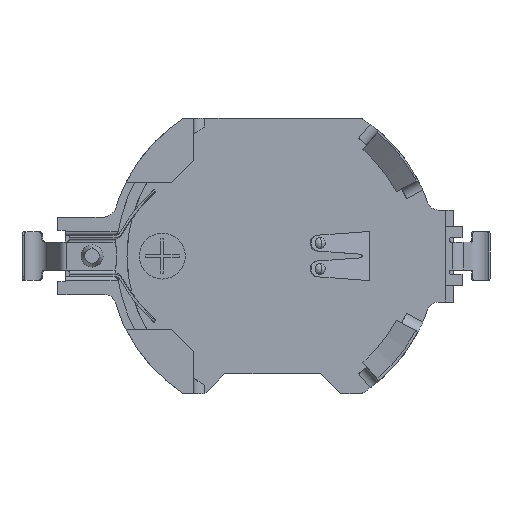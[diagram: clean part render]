
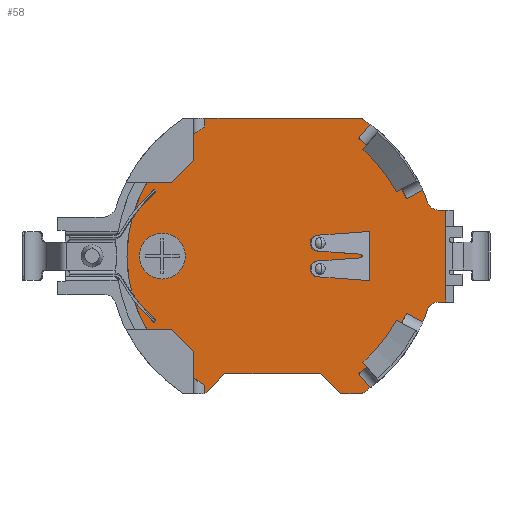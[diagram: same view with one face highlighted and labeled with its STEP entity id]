
A CAD part, top view. The second image highlights one B-rep face of the part: STEP entity #58.
In plain terms, the highlighted planar face has unit normal (0, 0, 1).
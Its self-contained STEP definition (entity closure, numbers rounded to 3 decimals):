
#58=ADVANCED_FACE('',(#291,#292,#293),#294,.T.);
#291=FACE_OUTER_BOUND('',#733,.T.);
#292=FACE_BOUND('',#734,.T.);
#293=FACE_BOUND('',#735,.T.);
#294=PLANE('',#736);
#733=EDGE_LOOP('',(#1451,#1452,#1453,#1454,#1455,#1456,#1457,#1458,#1459,#1460,#1461,#1462,#1463,#1464,#1465,#1466,#1467,#1468,#1469,#1470,#1471,#1472,#1473,#1474));
#734=EDGE_LOOP('',(#1475,#1476));
#735=EDGE_LOOP('',(#1477,#1478,#1479,#1480));
#736=AXIS2_PLACEMENT_3D('',#1481,#1482,#1483);
#1451=ORIENTED_EDGE('',*,*,#3233,.T.);
#1452=ORIENTED_EDGE('',*,*,#3234,.F.);
#1453=ORIENTED_EDGE('',*,*,#3235,.T.);
#1454=ORIENTED_EDGE('',*,*,#3236,.T.);
#1455=ORIENTED_EDGE('',*,*,#3237,.T.);
#1456=ORIENTED_EDGE('',*,*,#3238,.T.);
#1457=ORIENTED_EDGE('',*,*,#3239,.T.);
#1458=ORIENTED_EDGE('',*,*,#3240,.T.);
#1459=ORIENTED_EDGE('',*,*,#3241,.T.);
#1460=ORIENTED_EDGE('',*,*,#3242,.F.);
#1461=ORIENTED_EDGE('',*,*,#3243,.T.);
#1462=ORIENTED_EDGE('',*,*,#3244,.F.);
#1463=ORIENTED_EDGE('',*,*,#3245,.T.);
#1464=ORIENTED_EDGE('',*,*,#3232,.T.);
#1465=ORIENTED_EDGE('',*,*,#3246,.F.);
#1466=ORIENTED_EDGE('',*,*,#3176,.T.);
#1467=ORIENTED_EDGE('',*,*,#3247,.T.);
#1468=ORIENTED_EDGE('',*,*,#3248,.F.);
#1469=ORIENTED_EDGE('',*,*,#3249,.T.);
#1470=ORIENTED_EDGE('',*,*,#3250,.T.);
#1471=ORIENTED_EDGE('',*,*,#3251,.T.);
#1472=ORIENTED_EDGE('',*,*,#3252,.T.);
#1473=ORIENTED_EDGE('',*,*,#3253,.T.);
#1474=ORIENTED_EDGE('',*,*,#3254,.F.);
#1475=ORIENTED_EDGE('',*,*,#3192,.F.);
#1476=ORIENTED_EDGE('',*,*,#3255,.F.);
#1477=ORIENTED_EDGE('',*,*,#3256,.T.);
#1478=ORIENTED_EDGE('',*,*,#3257,.F.);
#1479=ORIENTED_EDGE('',*,*,#3258,.T.);
#1480=ORIENTED_EDGE('',*,*,#3259,.T.);
#1481=CARTESIAN_POINT('',(0.0,0.0,1.397));
#1482=DIRECTION('',(0.0,0.0,1.0));
#1483=DIRECTION('',(1.0,-0.0,0.0));
#3176=EDGE_CURVE('',#3799,#3796,#3800,.T.);
#3192=EDGE_CURVE('',#3827,#3830,#3831,.T.);
#3232=EDGE_CURVE('',#3895,#3903,#3905,.T.);
#3233=EDGE_CURVE('',#3906,#3907,#3908,.T.);
#3234=EDGE_CURVE('',#3909,#3907,#3910,.T.);
#3235=EDGE_CURVE('',#3909,#3911,#3912,.T.);
#3236=EDGE_CURVE('',#3911,#3913,#3914,.T.);
#3237=EDGE_CURVE('',#3913,#3915,#3916,.T.);
#3238=EDGE_CURVE('',#3915,#3917,#3918,.T.);
#3239=EDGE_CURVE('',#3917,#3919,#3920,.T.);
#3240=EDGE_CURVE('',#3919,#3921,#3922,.T.);
#3241=EDGE_CURVE('',#3921,#3923,#3924,.T.);
#3242=EDGE_CURVE('',#3925,#3923,#3926,.T.);
#3243=EDGE_CURVE('',#3925,#3927,#3928,.T.);
#3244=EDGE_CURVE('',#3929,#3927,#3930,.T.);
#3245=EDGE_CURVE('',#3929,#3895,#3931,.T.);
#3246=EDGE_CURVE('',#3799,#3903,#3932,.T.);
#3247=EDGE_CURVE('',#3796,#3933,#3934,.T.);
#3248=EDGE_CURVE('',#3935,#3933,#3936,.T.);
#3249=EDGE_CURVE('',#3935,#3937,#3938,.T.);
#3250=EDGE_CURVE('',#3937,#3939,#3940,.T.);
#3251=EDGE_CURVE('',#3939,#3941,#3942,.T.);
#3252=EDGE_CURVE('',#3941,#3943,#3944,.T.);
#3253=EDGE_CURVE('',#3943,#3945,#3946,.T.);
#3254=EDGE_CURVE('',#3906,#3945,#3947,.T.);
#3255=EDGE_CURVE('',#3830,#3827,#3948,.T.);
#3256=EDGE_CURVE('',#3949,#3950,#3951,.T.);
#3257=EDGE_CURVE('',#3952,#3950,#3953,.T.);
#3258=EDGE_CURVE('',#3952,#3954,#3955,.T.);
#3259=EDGE_CURVE('',#3954,#3949,#3956,.T.);
#3796=VERTEX_POINT('',#4798);
#3799=VERTEX_POINT('',#4802);
#3800=CIRCLE('',#4803,10.058);
#3827=VERTEX_POINT('',#4859);
#3830=VERTEX_POINT('',#4863);
#3831=CIRCLE('',#4864,1.588);
#3895=VERTEX_POINT('',#4949);
#3903=VERTEX_POINT('',#4961);
#3905=LINE('',#4963,#4964);
#3906=VERTEX_POINT('',#4965);
#3907=VERTEX_POINT('',#4966);
#3908=CIRCLE('',#4967,10.058);
#3909=VERTEX_POINT('',#4968);
#3910=LINE('',#4969,#4970);
#3911=VERTEX_POINT('',#4971);
#3912=CIRCLE('',#4972,11.328);
#3913=VERTEX_POINT('',#4973);
#3914=CIRCLE('',#4974,0.762);
#3915=VERTEX_POINT('',#4975);
#3916=LINE('',#4976,#4977);
#3917=VERTEX_POINT('',#4978);
#3918=LINE('',#4979,#4980);
#3919=VERTEX_POINT('',#4981);
#3920=LINE('',#4982,#4983);
#3921=VERTEX_POINT('',#4984);
#3922=CIRCLE('',#4985,0.762);
#3923=VERTEX_POINT('',#4986);
#3924=CIRCLE('',#4987,11.328);
#3925=VERTEX_POINT('',#4988);
#3926=LINE('',#4989,#4990);
#3927=VERTEX_POINT('',#4991);
#3928=CIRCLE('',#4992,10.058);
#3929=VERTEX_POINT('',#4993);
#3930=LINE('',#4994,#4995);
#3931=CIRCLE('',#4996,11.328);
#3932=LINE('',#4997,#4998);
#3933=VERTEX_POINT('',#4999);
#3934=CIRCLE('',#5000,10.058);
#3935=VERTEX_POINT('',#5001);
#3936=LINE('',#5002,#5003);
#3937=VERTEX_POINT('',#5004);
#3938=LINE('',#5005,#5006);
#3939=VERTEX_POINT('',#5007);
#3940=LINE('',#5008,#5009);
#3941=VERTEX_POINT('',#5010);
#3942=LINE('',#5011,#5012);
#3943=VERTEX_POINT('',#5013);
#3944=LINE('',#5014,#5015);
#3945=VERTEX_POINT('',#5016);
#3946=CIRCLE('',#5017,11.328);
#3947=LINE('',#5018,#5019);
#3948=CIRCLE('',#5020,1.588);
#3949=VERTEX_POINT('',#5021);
#3950=VERTEX_POINT('',#5022);
#3951=LINE('',#5023,#5024);
#3952=VERTEX_POINT('',#5025);
#3953=LINE('',#5026,#5027);
#3954=VERTEX_POINT('',#5028);
#3955=LINE('',#5029,#5030);
#3956=LINE('',#5031,#5032);
#4798=CARTESIAN_POINT('',(-10.058,0.,1.397));
#4802=CARTESIAN_POINT('',(-4.674,8.907,1.397));
#4803=AXIS2_PLACEMENT_3D('',#7295,#7296,#7297);
#4859=CARTESIAN_POINT('',(-6.033,0.0,1.397));
#4863=CARTESIAN_POINT('',(-9.208,0.,1.397));
#4864=AXIS2_PLACEMENT_3D('',#7326,#7327,#7328);
#4949=CARTESIAN_POINT('',(6.132,9.525,1.397));
#4961=CARTESIAN_POINT('',(-4.674,9.525,1.397));
#4963=CARTESIAN_POINT('',(6.132,9.525,1.397));
#4964=VECTOR('',#7396,10.806);
#4965=CARTESIAN_POINT('',(5.91,-8.139,1.397));
#4966=CARTESIAN_POINT('',(9.248,-3.955,1.397));
#4967=AXIS2_PLACEMENT_3D('',#7397,#7398,#7399);
#4968=CARTESIAN_POINT('',(10.378,-4.543,1.397));
#4969=CARTESIAN_POINT('',(10.378,-4.543,1.397));
#4970=VECTOR('',#7400,1.273);
#4971=CARTESIAN_POINT('',(10.711,-3.689,1.397));
#4972=AXIS2_PLACEMENT_3D('',#7401,#7402,#7403);
#4973=CARTESIAN_POINT('',(11.431,-3.175,1.397));
#4974=AXIS2_PLACEMENT_3D('',#7404,#7405,#7406);
#4975=CARTESIAN_POINT('',(11.963,-3.175,1.397));
#4976=CARTESIAN_POINT('',(11.431,-3.175,1.397));
#4977=VECTOR('',#7407,0.532);
#4978=CARTESIAN_POINT('',(11.963,3.175,1.397));
#4979=CARTESIAN_POINT('',(11.963,-3.175,1.397));
#4980=VECTOR('',#7408,6.35);
#4981=CARTESIAN_POINT('',(11.431,3.175,1.397));
#4982=CARTESIAN_POINT('',(11.963,3.175,1.397));
#4983=VECTOR('',#7409,0.532);
#4984=CARTESIAN_POINT('',(10.711,3.689,1.397));
#4985=AXIS2_PLACEMENT_3D('',#7410,#7411,#7412);
#4986=CARTESIAN_POINT('',(10.378,4.543,1.397));
#4987=AXIS2_PLACEMENT_3D('',#7413,#7414,#7415);
#4988=CARTESIAN_POINT('',(9.248,3.955,1.397));
#4989=CARTESIAN_POINT('',(9.248,3.955,1.397));
#4990=VECTOR('',#7416,1.273);
#4991=CARTESIAN_POINT('',(5.91,8.139,1.397));
#4992=AXIS2_PLACEMENT_3D('',#7417,#7418,#7419);
#4993=CARTESIAN_POINT('',(6.734,9.11,1.397));
#4994=CARTESIAN_POINT('',(6.734,9.11,1.397));
#4995=VECTOR('',#7420,1.273);
#4996=AXIS2_PLACEMENT_3D('',#7421,#7422,#7423);
#4997=CARTESIAN_POINT('',(-4.674,8.907,1.397));
#4998=VECTOR('',#7424,0.618);
#4999=CARTESIAN_POINT('',(-4.674,-8.907,1.397));
#5000=AXIS2_PLACEMENT_3D('',#7425,#7426,#7427);
#5001=CARTESIAN_POINT('',(-4.674,-9.5,1.397));
#5002=CARTESIAN_POINT('',(-4.674,-9.5,1.397));
#5003=VECTOR('',#7428,0.593);
#5004=CARTESIAN_POINT('',(-3.302,-8.128,1.397));
#5005=CARTESIAN_POINT('',(-4.674,-9.5,1.397));
#5006=VECTOR('',#7429,1.94);
#5007=CARTESIAN_POINT('',(3.302,-8.128,1.397));
#5008=CARTESIAN_POINT('',(-3.302,-8.128,1.397));
#5009=VECTOR('',#7430,6.604);
#5010=CARTESIAN_POINT('',(4.699,-9.525,1.397));
#5011=CARTESIAN_POINT('',(3.302,-8.128,1.397));
#5012=VECTOR('',#7431,1.976);
#5013=CARTESIAN_POINT('',(6.132,-9.525,1.397));
#5014=CARTESIAN_POINT('',(4.699,-9.525,1.397));
#5015=VECTOR('',#7432,1.433);
#5016=CARTESIAN_POINT('',(6.734,-9.11,1.397));
#5017=AXIS2_PLACEMENT_3D('',#7433,#7434,#7435);
#5018=CARTESIAN_POINT('',(5.91,-8.139,1.397));
#5019=VECTOR('',#7436,1.273);
#5020=AXIS2_PLACEMENT_3D('',#7437,#7438,#7439);
#5021=CARTESIAN_POINT('',(6.701,-1.698,1.397));
#5022=CARTESIAN_POINT('',(6.327,-1.67,1.397));
#5023=CARTESIAN_POINT('',(6.701,-1.698,1.397));
#5024=VECTOR('',#7440,0.375);
#5025=CARTESIAN_POINT('',(6.327,1.67,1.397));
#5026=CARTESIAN_POINT('',(6.327,1.67,1.397));
#5027=VECTOR('',#7441,3.341);
#5028=CARTESIAN_POINT('',(6.701,1.698,1.397));
#5029=CARTESIAN_POINT('',(6.327,1.67,1.397));
#5030=VECTOR('',#7442,0.375);
#5031=CARTESIAN_POINT('',(6.701,1.698,1.397));
#5032=VECTOR('',#7443,3.395);
#7295=CARTESIAN_POINT('',(0.0,0.0,1.397));
#7296=DIRECTION('',(0.0,0.0,1.0));
#7297=DIRECTION('',(-0.465,0.885,0.0));
#7326=CARTESIAN_POINT('',(-7.62,0.0,1.397));
#7327=DIRECTION('',(0.0,0.0,1.0));
#7328=DIRECTION('',(1.0,0.0,0.0));
#7396=DIRECTION('',(-1.0,0.0,0.0));
#7397=CARTESIAN_POINT('',(0.0,0.0,1.397));
#7398=DIRECTION('',(0.0,0.0,1.0));
#7399=DIRECTION('',(0.588,-0.809,0.0));
#7400=DIRECTION('',(-0.887,0.462,0.0));
#7401=CARTESIAN_POINT('',(0.0,0.0,1.397));
#7402=DIRECTION('',(0.0,0.0,1.0));
#7403=DIRECTION('',(0.916,-0.401,0.0));
#7404=CARTESIAN_POINT('',(11.431,-3.937,1.397));
#7405=DIRECTION('',(0.0,0.0,-1.0));
#7406=DIRECTION('',(-0.945,0.326,0.0));
#7407=DIRECTION('',(1.0,0.0,0.0));
#7408=DIRECTION('',(0.0,1.0,0.0));
#7409=DIRECTION('',(-1.0,0.0,0.0));
#7410=CARTESIAN_POINT('',(11.431,3.937,1.397));
#7411=DIRECTION('',(0.0,0.0,-1.0));
#7412=DIRECTION('',(0.,-1.0,0.0));
#7413=CARTESIAN_POINT('',(0.0,0.0,1.397));
#7414=DIRECTION('',(0.0,-0.0,1.0));
#7415=DIRECTION('',(0.945,0.326,0.0));
#7416=DIRECTION('',(0.887,0.462,0.0));
#7417=CARTESIAN_POINT('',(0.0,0.0,1.397));
#7418=DIRECTION('',(0.0,-0.0,1.0));
#7419=DIRECTION('',(0.919,0.393,0.0));
#7420=DIRECTION('',(-0.647,-0.762,0.0));
#7421=CARTESIAN_POINT('',(0.0,0.0,1.397));
#7422=DIRECTION('',(0.0,-0.0,1.0));
#7423=DIRECTION('',(0.594,0.804,0.0));
#7424=DIRECTION('',(0.0,1.0,0.0));
#7425=CARTESIAN_POINT('',(0.0,0.0,1.397));
#7426=DIRECTION('',(0.0,0.0,1.0));
#7427=DIRECTION('',(-0.465,0.885,0.0));
#7428=DIRECTION('',(0.0,1.0,0.0));
#7429=DIRECTION('',(0.707,0.707,0.0));
#7430=DIRECTION('',(1.0,0.0,0.0));
#7431=DIRECTION('',(0.707,-0.707,0.0));
#7432=DIRECTION('',(1.0,0.0,0.0));
#7433=CARTESIAN_POINT('',(0.0,0.0,1.397));
#7434=DIRECTION('',(0.0,0.0,1.0));
#7435=DIRECTION('',(0.541,-0.841,0.0));
#7436=DIRECTION('',(0.647,-0.762,0.0));
#7437=CARTESIAN_POINT('',(-7.62,0.0,1.397));
#7438=DIRECTION('',(0.0,0.0,1.0));
#7439=DIRECTION('',(1.0,0.0,0.0));
#7440=DIRECTION('',(-0.997,0.073,0.0));
#7441=DIRECTION('',(0.0,-1.0,0.0));
#7442=DIRECTION('',(0.997,0.073,0.0));
#7443=DIRECTION('',(0.0,-1.0,0.0));
